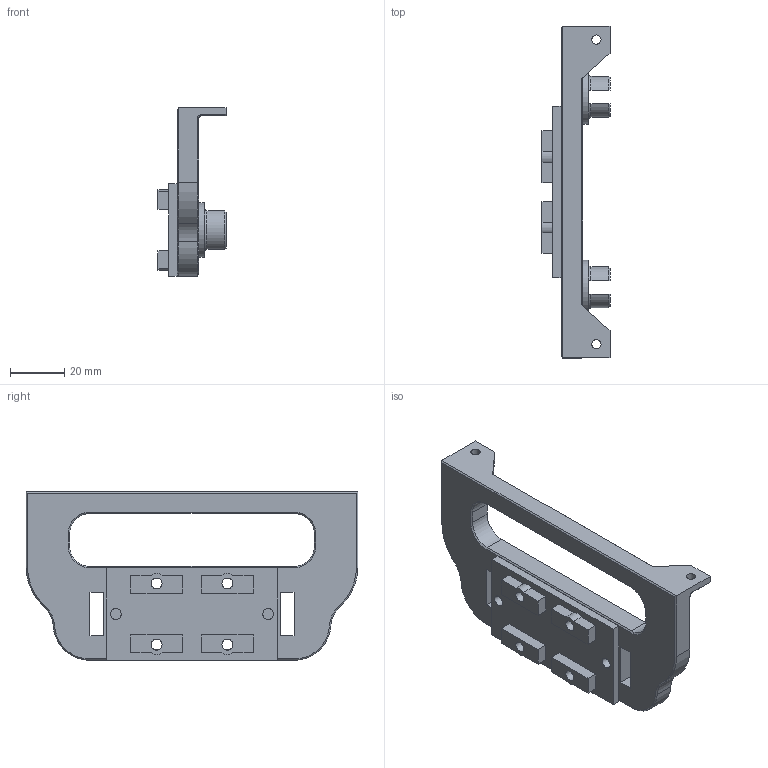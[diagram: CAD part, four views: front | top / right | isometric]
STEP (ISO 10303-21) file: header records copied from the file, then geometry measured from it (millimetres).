
FILE_DESCRIPTION(/* description */ (''),/* implementation_level */ '2;1');
FILE_NAME(/* name */ 'Suspension Support Center.step',/* time_stamp */ '2025-04-26T00:34:23+02:00',/* author */ (''),/* organization */ (''),/* preprocessor_version */ 'ST-DEVELOPER v20.1',/* originating_system */ 'Autodesk Translation Framework v14.4.0.0',/* authorisation */ '');
FILE_SCHEMA (('AUTOMOTIVE_DESIGN { 1 0 10303 214 3 1 1 }'));
Length unit declared in the file: millimetre
Products named in the file (1): Thumper Achsaufhängung
Bounding box: 25 x 122 x 62 mm (x, y, z)
Volume: 43146.4 mm3; surface area: 22595.9 mm2
Topology: 2 solids, 2 shells, 165 faces, 408 edges, 258 vertices
Faces by surface type: plane 92, cylinder 45, cone 26, torus 2
Full cylindrical faces by diameter (mm): 2.56 x6, 3.4 x2, 4 x11, 20 x2
Entity records: 5078 total; most frequent: CARTESIAN_POINT 1033, DIRECTION 834, ORIENTED_EDGE 816, EDGE_CURVE 408, AXIS2_PLACEMENT_3D 287, LINE 260, VECTOR 260, VERTEX_POINT 258
